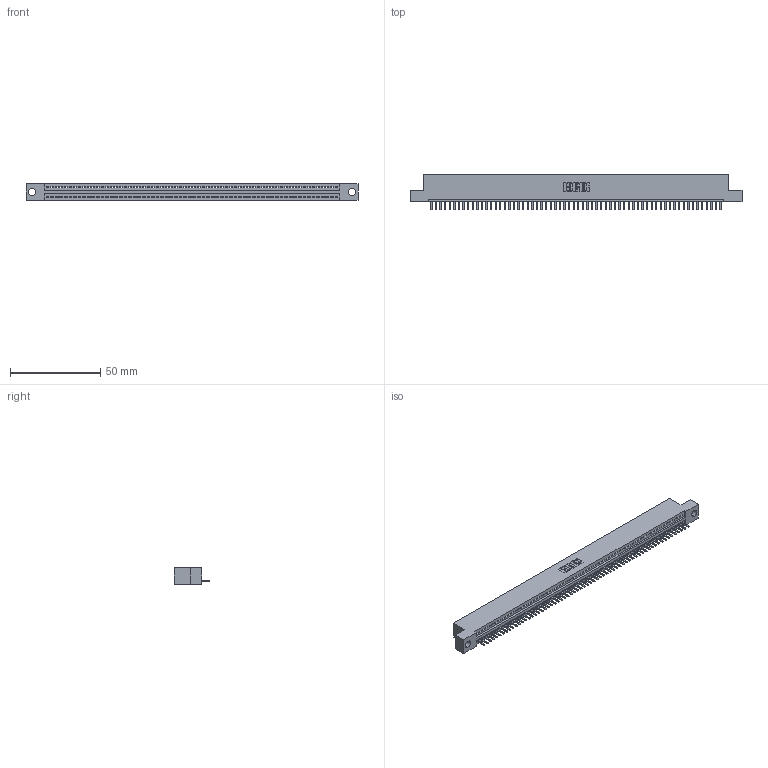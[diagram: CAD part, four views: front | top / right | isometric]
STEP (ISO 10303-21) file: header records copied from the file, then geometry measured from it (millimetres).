
FILE_DESCRIPTION (( 'STEP AP203' ), '1' );
FILE_NAME ('395-064-520-104.STEP', '2018-11-24T11:18:18', ( '' ), ( '' ), 'SwSTEP 2.0', 'SolidWorks 2016', '' );
FILE_SCHEMA (( 'CONFIG_CONTROL_DESIGN' ));
Length unit declared in the file: inch
Products named in the file (3): 345 Part_Flush Mounting Lugs - 0.156 Dia-TH; 345-292-001_345-293-120; 395-064-520-104
Assembly tree (65 placements, depth 2):
  395-064-520-104
    345 Part_Flush Mounting Lugs - 0.156 Dia-TH
    345-292-001_345-293-120  x64
Bounding box: 183.77 x 19.68 x 9.4 mm (x, y, z)
Volume: 17362.8 mm3; surface area: 22579.1 mm2
Topology: 65 solids, 65 shells, 4094 faces, 12117 edges, 7906 vertices
Faces by surface type: plane 2768, cylinder 1326
Entity records: 45323 total; most frequent: CARTESIAN_POINT 7868, ORIENTED_EDGE 7854, DIRECTION 6827, EDGE_CURVE 3927, VECTOR 3535, LINE 3535, VERTEX_POINT 2614, AXIS2_PLACEMENT_3D 1646
